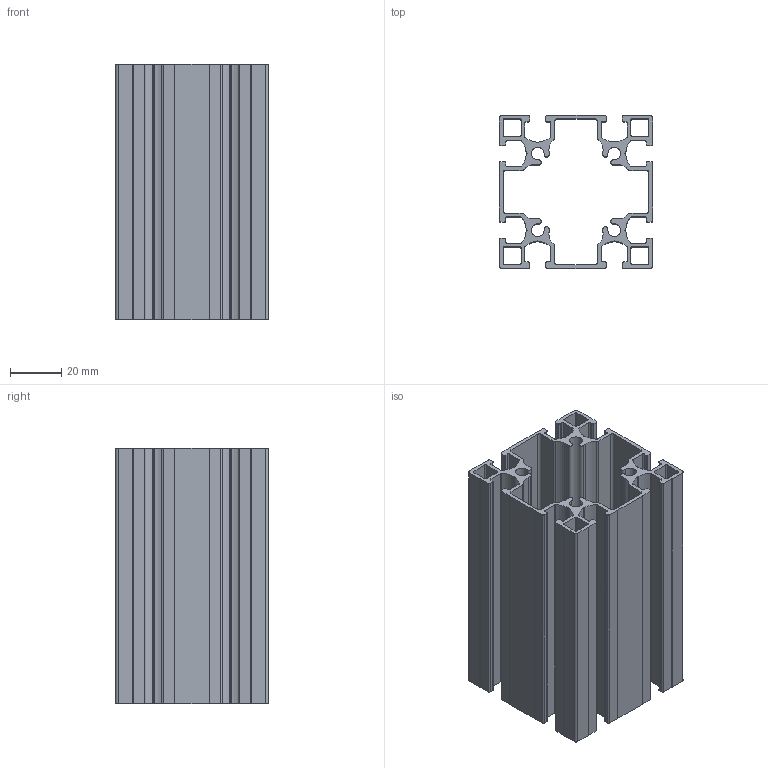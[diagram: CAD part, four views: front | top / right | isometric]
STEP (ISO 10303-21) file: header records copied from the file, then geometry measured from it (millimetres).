
FILE_DESCRIPTION((''),'2;1');
FILE_NAME('AGF6060-6.stp','2009-09-01T14:20:28',('Administrator'),(''),'Autodesk Inventor 2008','Autodesk Inventor 2008','');
FILE_SCHEMA(('AUTOMOTIVE_DESIGN { 1 0 10303 214 1 1 1 1 }'));
Length unit declared in the file: millimetre
Products named in the file (1): AGF6060-6
Bounding box: 60 x 60 x 100 mm (x, y, z)
Volume: 72952 mm3; surface area: 81598.7 mm2
Topology: 1 solids, 1 shells, 279 faces, 831 edges, 554 vertices
Faces by surface type: cylinder 159, plane 120
Entity records: 9529 total; most frequent: DIRECTION 1709, CARTESIAN_POINT 1665, ORIENTED_EDGE 1662, EDGE_CURVE 831, AXIS2_PLACEMENT_3D 598, VERTEX_POINT 554, VECTOR 513, LINE 513
